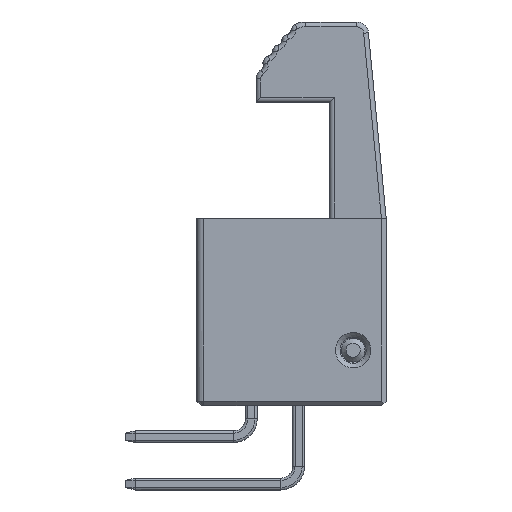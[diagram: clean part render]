
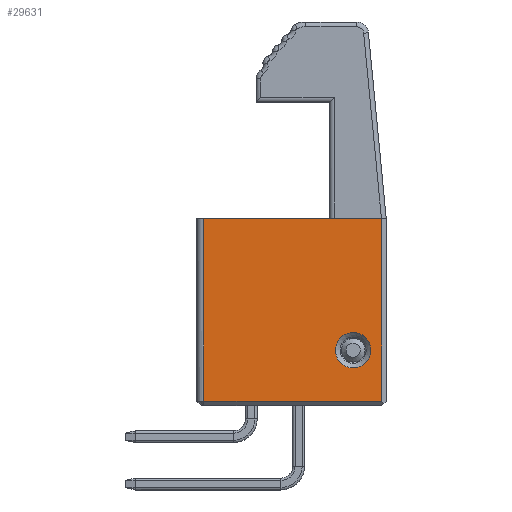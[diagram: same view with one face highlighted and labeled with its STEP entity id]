
A CAD part, left-side view. The second image highlights one B-rep face of the part: STEP entity #29631.
In plain terms, the highlighted planar face has unit normal (-1, 0, 0).
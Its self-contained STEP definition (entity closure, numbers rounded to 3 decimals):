
#18786=CARTESIAN_POINT('',(-15.75,3.,7.9));
#18787=VERTEX_POINT('',#18786);
#18795=CARTESIAN_POINT('',(-15.75,-4.5,7.9));
#18796=VERTEX_POINT('',#18795);
#18797=CARTESIAN_POINT('',(-15.75,3.,7.9));
#18798=DIRECTION('',(0.,-1.,0.));
#18799=VECTOR('',#18798,7.5);
#18800=LINE('',#18797,#18799);
#18801=EDGE_CURVE('',#18787,#18796,#18800,.T.);
#29578=CARTESIAN_POINT('',(-15.75,3.,0.2));
#29579=VERTEX_POINT('',#29578);
#29588=CARTESIAN_POINT('',(-15.75,3.,0.2));
#29589=DIRECTION('',(0.,0.,1.));
#29590=VECTOR('',#29589,7.7);
#29591=LINE('',#29588,#29590);
#29592=EDGE_CURVE('',#29579,#18787,#29591,.T.);
#29597=CARTESIAN_POINT('',(-15.75,-0.85,3.95));
#29598=DIRECTION('',(0.,-1.,0.));
#29599=DIRECTION('',(-1.,0.,0.));
#29600=AXIS2_PLACEMENT_3D('',#29597,#29599,#29598);
#29601=PLANE('',#29600);
#29602=ORIENTED_EDGE('',*,*,#18801,.F.);
#29603=ORIENTED_EDGE('',*,*,#29592,.F.);
#29604=CARTESIAN_POINT('',(-15.75,-4.5,0.2));
#29605=VERTEX_POINT('',#29604);
#29606=CARTESIAN_POINT('',(-15.75,3.,0.2));
#29607=DIRECTION('',(0.,-1.,0.));
#29608=VECTOR('',#29607,7.5);
#29609=LINE('',#29606,#29608);
#29610=EDGE_CURVE('',#29579,#29605,#29609,.T.);
#29611=ORIENTED_EDGE('',*,*,#29610,.T.);
#29612=CARTESIAN_POINT('',(-15.75,-4.5,0.2));
#29613=DIRECTION('',(0.,0.,1.));
#29614=VECTOR('',#29613,7.7);
#29615=LINE('',#29612,#29614);
#29616=EDGE_CURVE('',#29605,#18796,#29615,.T.);
#29617=ORIENTED_EDGE('',*,*,#29616,.T.);
#29618=EDGE_LOOP('',(#29602,#29603,#29611,#29617));
#29619=FACE_OUTER_BOUND('',#29618,.T.);
#29620=CARTESIAN_POINT('',(-15.75,-2.55,2.35));
#29621=VERTEX_POINT('',#29620);
#29622=CARTESIAN_POINT('',(-15.75,-3.3,2.35));
#29623=DIRECTION('',(0.,1.,0.));
#29624=DIRECTION('',(1.,0.,0.));
#29625=AXIS2_PLACEMENT_3D('',#29622,#29624,#29623);
#29626=CIRCLE('',#29625,0.75);
#29627=EDGE_CURVE('',#29621,#29621,#29626,.T.);
#29628=ORIENTED_EDGE('',*,*,#29627,.T.);
#29629=EDGE_LOOP('',(#29628));
#29630=FACE_BOUND('',#29629,.T.);
#29631=ADVANCED_FACE('',(#29619,#29630),#29601,.T.);
